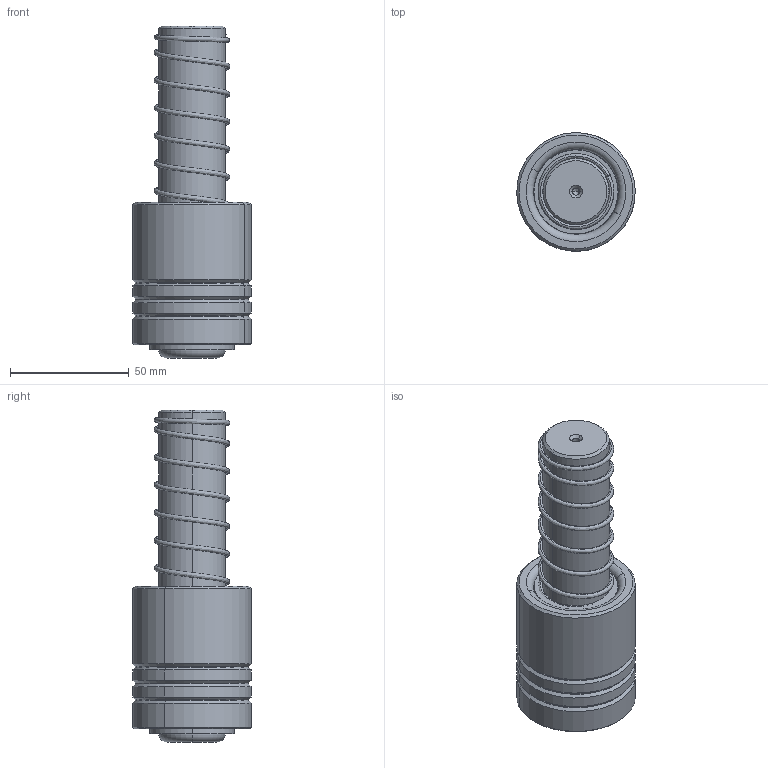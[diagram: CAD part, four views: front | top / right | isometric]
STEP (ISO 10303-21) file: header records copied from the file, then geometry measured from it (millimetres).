
FILE_DESCRIPTION (( 'STEP AP214' ), '1' );
FILE_NAME ('LBSH LBJH-D28-L140£¨BL-60£©.STEP', '2021-08-13T03:16:09', ( '' ), ( '' ), 'SwSTEP 2.0', 'SolidWorks 2016', '' );
FILE_SCHEMA (( 'AUTOMOTIVE_DESIGN' ));
Length unit declared in the file: millimetre
Products named in the file (244): BALL-D4; TBB-D50-d36-L60; BSH-D35.5-28.5-L60郪蚾; HWP-D31.3-d28.5-L70; LBSH LBJH-D28-L140（BL-60）; BSH-35.5-28.5-L60; DDP-D28-L140
Assembly tree (239 placements, depth 3):
  BALL-D4
  BALL-D4
  BALL-D4
  BALL-D4
  BALL-D4
Bounding box: 49.96 x 49.96 x 140 mm (x, y, z)
Volume: 162470.2 mm3; surface area: 69280.9 mm2
Topology: 235 solids, 235 shells, 1021 faces, 4450 edges, 2956 vertices
Faces by surface type: sphere 924, cone 28, cylinder 24, torus 16, plane 15, bspline 14
Entity records: 48830 total; most frequent: CARTESIAN_POINT 29878, ORIENTED_EDGE 3338, DIRECTION 2803, EDGE_CURVE 1669, AXIS2_PLACEMENT_3D 1358, VERTEX_POINT 1096, B_SPLINE_CURVE_WITH_KNOTS 1019, EDGE_LOOP 1005
